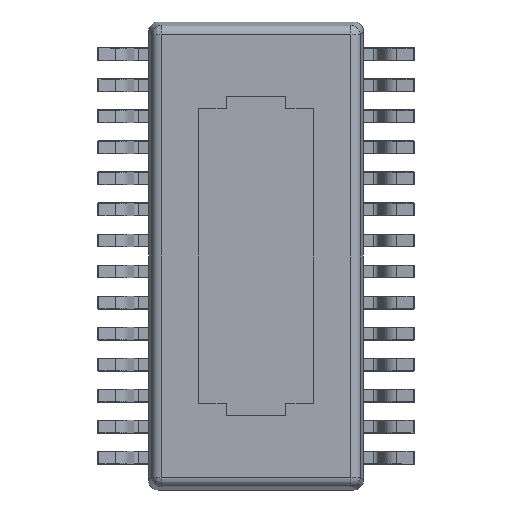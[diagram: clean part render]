
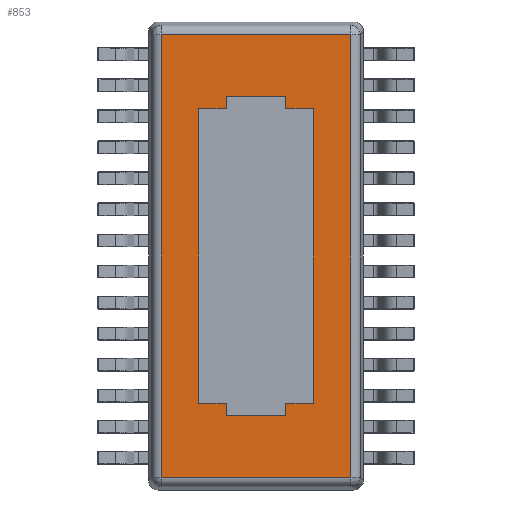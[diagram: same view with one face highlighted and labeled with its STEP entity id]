
A CAD part, front view. The second image highlights one B-rep face of the part: STEP entity #853.
In plain terms, the highlighted planar face has unit normal (0, -1, 0).
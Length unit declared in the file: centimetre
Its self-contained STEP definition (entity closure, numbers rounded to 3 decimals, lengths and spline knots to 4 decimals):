
#106 = CARTESIAN_POINT ( 'NONE',  ( -0.1986, 0.005, -0.4636 ) ) ;
#342 = LINE ( 'NONE', #4358, #2072 ) ;
#426 = CARTESIAN_POINT ( 'NONE',  ( 0., 0.005, 0. ) ) ;
#777 = CARTESIAN_POINT ( 'NONE',  ( -0.1986, 0.005, 0.4636 ) ) ;
#829 = PLANE ( 'NONE',  #3308 ) ;
#841 = DIRECTION ( 'NONE',  ( 0., 0., 1. ) ) ;
#853 = ADVANCED_FACE ( 'NONE', ( #3683 ), #829, .F. ) ;
#885 = EDGE_CURVE ( 'NONE', #4330, #3635, #1714, .T. ) ;
#1201 = CARTESIAN_POINT ( 'NONE',  ( 0.1986, 0.005, 0. ) ) ;
#1451 = CARTESIAN_POINT ( 'NONE',  ( 0.1986, 0.005, -0.4636 ) ) ;
#1461 = LINE ( 'NONE', #4856, #4559 ) ;
#1617 = ORIENTED_EDGE ( 'NONE', *, *, #885, .F. ) ;
#1633 = DIRECTION ( 'NONE',  ( 0., 0., -1. ) ) ;
#1714 = LINE ( 'NONE', #4929, #2784 ) ;
#2072 = VECTOR ( 'NONE', #5191, 100. ) ;
#2110 = DIRECTION ( 'NONE',  ( -1., 0., 0. ) ) ;
#2572 = ORIENTED_EDGE ( 'NONE', *, *, #2649, .F. ) ;
#2649 = EDGE_CURVE ( 'NONE', #4032, #4330, #2680, .T. ) ;
#2653 = EDGE_CURVE ( 'NONE', #3635, #4575, #1461, .T. ) ;
#2680 = LINE ( 'NONE', #1201, #4692 ) ;
#2784 = VECTOR ( 'NONE', #2110, 100. ) ;
#3032 = EDGE_LOOP ( 'NONE', ( #4918, #1617, #2572, #4679 ) ) ;
#3294 = DIRECTION ( 'NONE',  ( 0., 1., 0. ) ) ;
#3308 = AXIS2_PLACEMENT_3D ( 'NONE', #426, #3294, #841 ) ;
#3635 = VERTEX_POINT ( 'NONE', #106 ) ;
#3683 = FACE_OUTER_BOUND ( 'NONE', #3032, .T. ) ;
#4032 = VERTEX_POINT ( 'NONE', #4517 ) ;
#4330 = VERTEX_POINT ( 'NONE', #1451 ) ;
#4358 = CARTESIAN_POINT ( 'NONE',  ( 0., 0.005, 0.4636 ) ) ;
#4517 = CARTESIAN_POINT ( 'NONE',  ( 0.1986, 0.005, 0.4636 ) ) ;
#4559 = VECTOR ( 'NONE', #5274, 100. ) ;
#4575 = VERTEX_POINT ( 'NONE', #777 ) ;
#4679 = ORIENTED_EDGE ( 'NONE', *, *, #5131, .F. ) ;
#4692 = VECTOR ( 'NONE', #1633, 100. ) ;
#4856 = CARTESIAN_POINT ( 'NONE',  ( -0.1986, 0.005, 0. ) ) ;
#4918 = ORIENTED_EDGE ( 'NONE', *, *, #2653, .F. ) ;
#4929 = CARTESIAN_POINT ( 'NONE',  ( 0., 0.005, -0.4636 ) ) ;
#5131 = EDGE_CURVE ( 'NONE', #4575, #4032, #342, .T. ) ;
#5191 = DIRECTION ( 'NONE',  ( 1., 0., 0. ) ) ;
#5274 = DIRECTION ( 'NONE',  ( 0., 0., 1. ) ) ;
